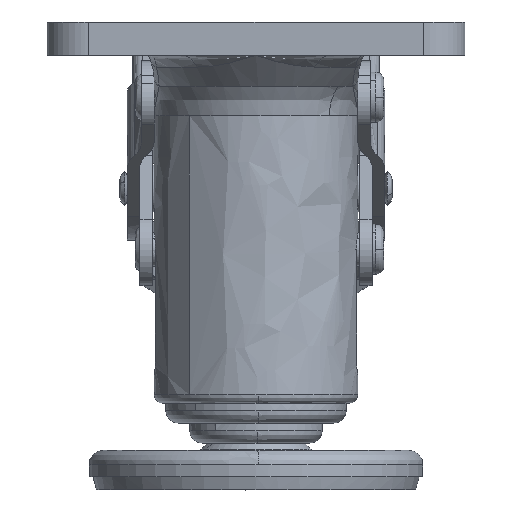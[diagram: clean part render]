
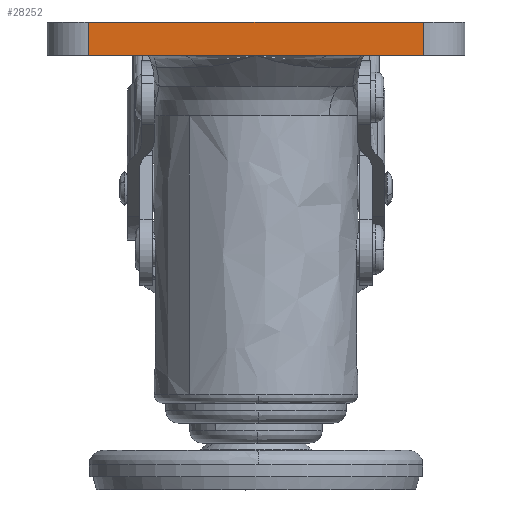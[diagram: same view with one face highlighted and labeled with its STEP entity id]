
A CAD part, left-side view. The second image highlights one B-rep face of the part: STEP entity #28252.
In plain terms, the highlighted free-form (B-spline) face has degree [1, 1] with [2, 2] control points.
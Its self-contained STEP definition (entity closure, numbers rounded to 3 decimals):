
#27454=CARTESIAN_POINT('',(-35.0,40.,0.0));
#27455=VERTEX_POINT('',#27454);
#27475=CARTESIAN_POINT('',(-35.0,-40.0,0.0));
#27476=VERTEX_POINT('',#27475);
#27477=CARTESIAN_POINT('',(-35.0,40.,0.0));
#27478=CARTESIAN_POINT('',(-35.0,-40.0,0.0));
#27479=QUASI_UNIFORM_CURVE('',1,(#27477,#27478),.UNSPECIFIED.,.F.,.U.);
#27480=EDGE_CURVE('',#27455,#27476,#27479,.T.);
#27947=CARTESIAN_POINT('',(-35.0,-40.0,-8.0));
#27948=VERTEX_POINT('',#27947);
#27949=CARTESIAN_POINT('',(-35.0,-40.0,-8.0));
#27950=CARTESIAN_POINT('',(-35.0,-40.0,0.0));
#27951=QUASI_UNIFORM_CURVE('',1,(#27949,#27950),.UNSPECIFIED.,.F.,.U.);
#27952=EDGE_CURVE('',#27948,#27476,#27951,.T.);
#28150=CARTESIAN_POINT('',(-35.0,40.,-8.0));
#28151=VERTEX_POINT('',#28150);
#28171=CARTESIAN_POINT('',(-35.0,40.,-8.0));
#28172=CARTESIAN_POINT('',(-35.0,40.,0.0));
#28173=QUASI_UNIFORM_CURVE('',1,(#28171,#28172),.UNSPECIFIED.,.F.,.U.);
#28174=EDGE_CURVE('',#28151,#27455,#28173,.T.);
#28216=CARTESIAN_POINT('',(-35.0,-43.996,0.4));
#28217=CARTESIAN_POINT('',(-35.0,-43.996,-8.4));
#28218=CARTESIAN_POINT('',(-35.0,43.996,0.4));
#28219=CARTESIAN_POINT('',(-35.0,43.996,-8.4));
#28220=B_SPLINE_SURFACE_WITH_KNOTS('',1,1,((#28216,#28218),(#28217,#28219)),.UNSPECIFIED.,.F.,.F.,.U.,(2,2),(2,2),(0.0,8.799),(0.0,87.992),.UNSPECIFIED.);
#28221=CARTESIAN_POINT('',(-35.0,-17.269,-8.0));
#28222=VERTEX_POINT('',#28221);
#28223=CARTESIAN_POINT('',(-35.0,-40.0,-8.0));
#28224=CARTESIAN_POINT('',(-35.0,-17.269,-8.0));
#28225=QUASI_UNIFORM_CURVE('',1,(#28223,#28224),.UNSPECIFIED.,.F.,.U.);
#28226=EDGE_CURVE('',#27948,#28222,#28225,.T.);
#28227=ORIENTED_EDGE('',*,*,#28226,.F.);
#28228=ORIENTED_EDGE('',*,*,#27952,.T.);
#28229=ORIENTED_EDGE('',*,*,#27480,.F.);
#28230=ORIENTED_EDGE('',*,*,#28174,.F.);
#28231=CARTESIAN_POINT('',(-35.0,17.269,-8.0));
#28232=VERTEX_POINT('',#28231);
#28233=CARTESIAN_POINT('',(-35.0,40.,-8.0));
#28234=CARTESIAN_POINT('',(-35.0,17.269,-8.0));
#28235=QUASI_UNIFORM_CURVE('',1,(#28233,#28234),.UNSPECIFIED.,.F.,.U.);
#28236=EDGE_CURVE('',#28151,#28232,#28235,.T.);
#28237=ORIENTED_EDGE('',*,*,#28236,.T.);
#28238=CARTESIAN_POINT('',(-35.0,0.0,-8.0));
#28239=VERTEX_POINT('',#28238);
#28240=CARTESIAN_POINT('',(-35.0,17.269,-8.0));
#28241=CARTESIAN_POINT('',(-35.0,0.0,-8.0));
#28242=QUASI_UNIFORM_CURVE('',1,(#28240,#28241),.UNSPECIFIED.,.F.,.U.);
#28243=EDGE_CURVE('',#28232,#28239,#28242,.T.);
#28244=ORIENTED_EDGE('',*,*,#28243,.T.);
#28245=CARTESIAN_POINT('',(-35.0,-17.269,-8.0));
#28246=CARTESIAN_POINT('',(-35.0,0.0,-8.0));
#28247=QUASI_UNIFORM_CURVE('',1,(#28245,#28246),.UNSPECIFIED.,.F.,.U.);
#28248=EDGE_CURVE('',#28222,#28239,#28247,.T.);
#28249=ORIENTED_EDGE('',*,*,#28248,.F.);
#28250=EDGE_LOOP('',(#28227,#28228,#28229,#28230,#28237,#28244,#28249));
#28251=FACE_OUTER_BOUND('',#28250,.T.);
#28252=ADVANCED_FACE('',(#28251),#28220,.F.);
